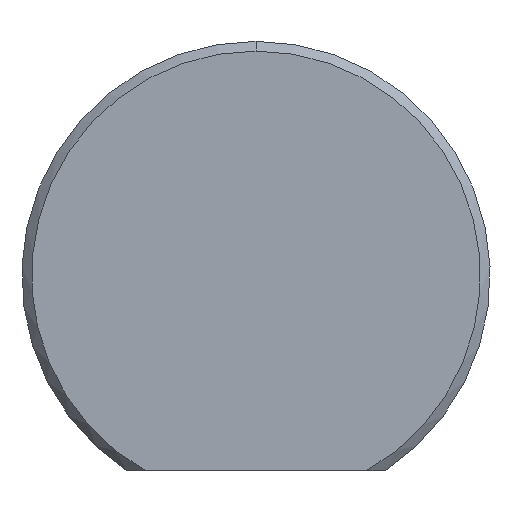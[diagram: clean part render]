
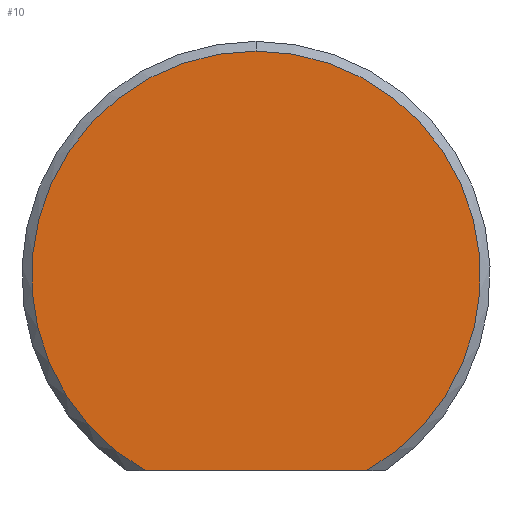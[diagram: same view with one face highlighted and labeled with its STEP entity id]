
A CAD part, front view. The second image highlights one B-rep face of the part: STEP entity #10.
In plain terms, the highlighted planar face has unit normal (0, -1, 0).
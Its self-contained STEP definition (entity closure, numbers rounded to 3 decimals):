
#6 = VERTEX_POINT ( 'NONE', #40 ) ;
#10 = ADVANCED_FACE ( 'NONE', ( #125 ), #169, .F. ) ;
#19 = DIRECTION ( 'NONE',  ( 0., 0., 1. ) ) ;
#31 = ORIENTED_EDGE ( 'NONE', *, *, #124, .T. ) ;
#33 = CIRCLE ( 'NONE', #92, 2.875 ) ;
#40 = CARTESIAN_POINT ( 'NONE',  ( -1.42, 0., -2.5 ) ) ;
#44 = VERTEX_POINT ( 'NONE', #163 ) ;
#86 = EDGE_LOOP ( 'NONE', ( #31, #238, #267 ) ) ;
#92 = AXIS2_PLACEMENT_3D ( 'NONE', #171, #107, #19 ) ;
#107 = DIRECTION ( 'NONE',  ( 0., -1., 0. ) ) ;
#115 = DIRECTION ( 'NONE',  ( 0., -1., 0. ) ) ;
#119 = CARTESIAN_POINT ( 'NONE',  ( 0., 0., 0. ) ) ;
#121 = AXIS2_PLACEMENT_3D ( 'NONE', #145, #189, #214 ) ;
#124 = EDGE_CURVE ( 'NONE', #6, #226, #201, .T. ) ;
#125 = FACE_OUTER_BOUND ( 'NONE', #86, .T. ) ;
#140 = EDGE_CURVE ( 'NONE', #226, #44, #33, .T. ) ;
#145 = CARTESIAN_POINT ( 'NONE',  ( 0., 0., 0. ) ) ;
#163 = CARTESIAN_POINT ( 'NONE',  ( 0., 0., 2.875 ) ) ;
#169 = PLANE ( 'NONE',  #121 ) ;
#171 = CARTESIAN_POINT ( 'NONE',  ( 0., 0., 0. ) ) ;
#178 = VECTOR ( 'NONE', #274, 1000. ) ;
#180 = EDGE_CURVE ( 'NONE', #44, #6, #206, .T. ) ;
#189 = DIRECTION ( 'NONE',  ( 0., 1., 0. ) ) ;
#201 = LINE ( 'NONE', #237, #178 ) ;
#203 = DIRECTION ( 'NONE',  ( 0., 0., 1. ) ) ;
#206 = CIRCLE ( 'NONE', #263, 2.875 ) ;
#214 = DIRECTION ( 'NONE',  ( 0., 0., 1. ) ) ;
#226 = VERTEX_POINT ( 'NONE', #279 ) ;
#237 = CARTESIAN_POINT ( 'NONE',  ( 0., 0., -2.5 ) ) ;
#238 = ORIENTED_EDGE ( 'NONE', *, *, #140, .T. ) ;
#263 = AXIS2_PLACEMENT_3D ( 'NONE', #119, #115, #203 ) ;
#267 = ORIENTED_EDGE ( 'NONE', *, *, #180, .T. ) ;
#274 = DIRECTION ( 'NONE',  ( 1., 0., 0. ) ) ;
#279 = CARTESIAN_POINT ( 'NONE',  ( 1.42, 0., -2.5 ) ) ;
